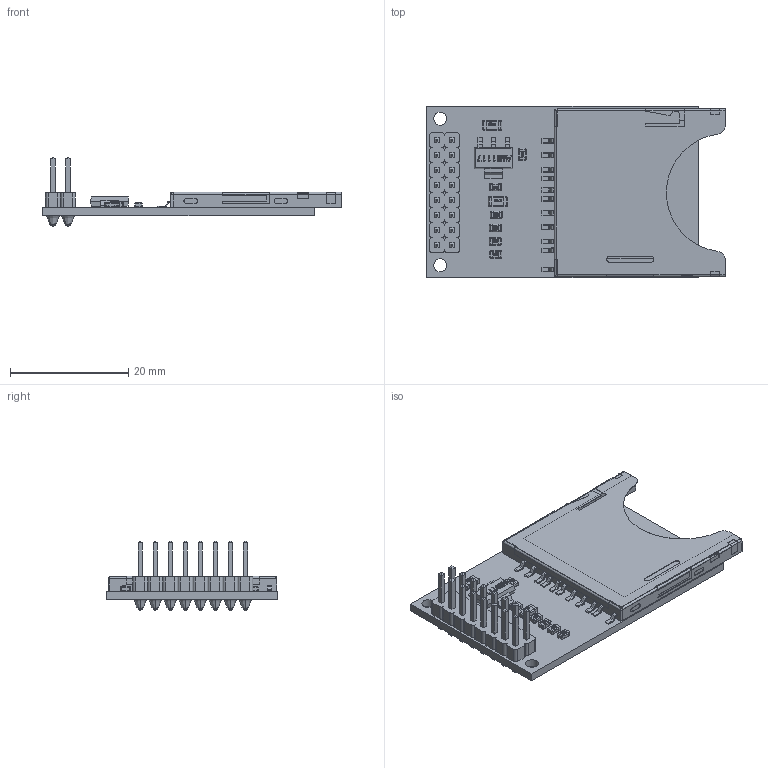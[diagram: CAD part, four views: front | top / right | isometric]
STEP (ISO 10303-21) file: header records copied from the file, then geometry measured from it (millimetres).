
FILE_DESCRIPTION(/* description */ (''),/* implementation_level */ '2;1');
FILE_NAME(/* name */ 'SD_CARD.stp',/* time_stamp */ '2018-03-27T14:38:10-04:00',/* author */ ('Ed.hebert'),/* organization */ (''),/* preprocessor_version */ 'ST-DEVELOPER v16.1',/* originating_system */ 'Autodesk Inventor 2016',/* authorisation */ '');
FILE_SCHEMA (('AUTOMOTIVE_DESIGN { 1 0 10303 214 3 1 1 }'));
Length unit declared in the file: millimetre
Products named in the file (10): placa_Valor predeterminado; 8pin_header; RESISTOR_SMD_103_Valor predeterminado; CAPACITOR_805_Valor predeterminado; CAPACITOR_1206_Valor predeterminado; SD_CASCA_Valor predeterminado; interno_sd_Valor predeterminado; AMS1117_Valor predeterminado; PINO_SD_Valor predeterminado; SD_CARD
Assembly tree (24 placements, depth 2):
  SD_CARD
    placa_Valor predeterminado
    8pin_header
    RESISTOR_SMD_103_Valor predeterminado  x4
    CAPACITOR_805_Valor predeterminado  x2
    CAPACITOR_1206_Valor predeterminado  x2
    SD_CASCA_Valor predeterminado
    interno_sd_Valor predeterminado
    AMS1117_Valor predeterminado
    PINO_SD_Valor predeterminado  x11
Bounding box: 50.58 x 29 x 11.75 mm (x, y, z)
Volume: 2866 mm3; surface area: 6659.5 mm2
Topology: 33 solids, 33 shells, 2042 faces, 5190 edges, 3174 vertices
Faces by surface type: plane 986, cylinder 503, bspline 357, sphere 108, torus 88
Full cylindrical faces by diameter (mm): 0.1 x11, 1.5 x16, 2.2 x2
Entity records: 38690 total; most frequent: CARTESIAN_POINT 11665, ORIENTED_EDGE 5646, DIRECTION 4757, EDGE_CURVE 2823, LINE 1937, VECTOR 1937, VERTEX_POINT 1814, AXIS2_PLACEMENT_3D 1410
